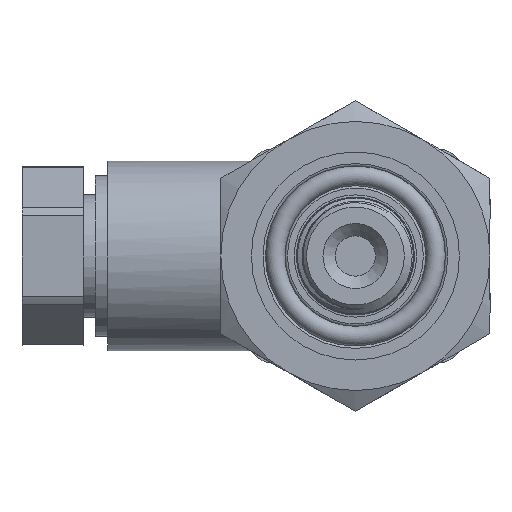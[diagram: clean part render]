
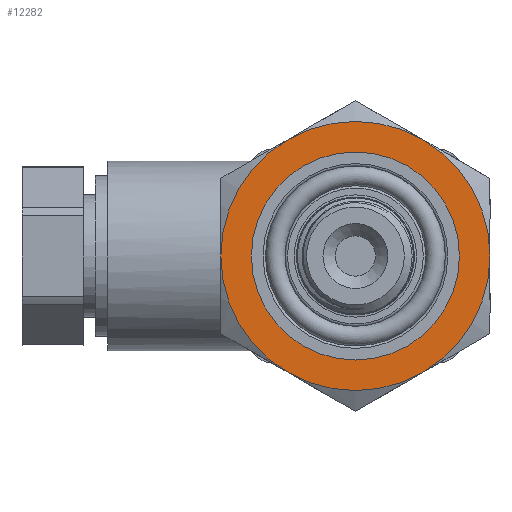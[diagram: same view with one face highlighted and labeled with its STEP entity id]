
A CAD part, left-side view. The second image highlights one B-rep face of the part: STEP entity #12282.
In plain terms, the highlighted planar face has unit normal (-1, 0, 0).
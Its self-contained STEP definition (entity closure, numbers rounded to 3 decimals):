
#444=PLANE('',#12834);
#640=FACE_BOUND('',#1742,.T.);
#1005=FACE_OUTER_BOUND('',#1741,.T.);
#1741=EDGE_LOOP('',(#9727,#9728,#9729,#9730,#9731,#9732));
#1742=EDGE_LOOP('',(#9733));
#2194=CIRCLE('',#12799,11.);
#2195=CIRCLE('',#12801,11.);
#2196=CIRCLE('',#12803,11.);
#2197=CIRCLE('',#12805,11.);
#2198=CIRCLE('',#12807,11.);
#2199=CIRCLE('',#12809,11.);
#2208=CIRCLE('',#12833,8.5);
#5414=VERTEX_POINT('',#23944);
#5415=VERTEX_POINT('',#23948);
#5417=VERTEX_POINT('',#23955);
#5419=VERTEX_POINT('',#23965);
#5421=VERTEX_POINT('',#23978);
#5423=VERTEX_POINT('',#23988);
#5439=VERTEX_POINT('',#26480);
#6936=EDGE_CURVE('',#5414,#5415,#2194,.T.);
#6939=EDGE_CURVE('',#5417,#5414,#2195,.T.);
#6942=EDGE_CURVE('',#5419,#5417,#2196,.T.);
#6944=EDGE_CURVE('',#5421,#5419,#2197,.T.);
#6947=EDGE_CURVE('',#5423,#5421,#2198,.T.);
#6950=EDGE_CURVE('',#5415,#5423,#2199,.T.);
#6985=EDGE_CURVE('',#5439,#5439,#2208,.T.);
#9727=ORIENTED_EDGE('',*,*,#6950,.T.);
#9728=ORIENTED_EDGE('',*,*,#6947,.T.);
#9729=ORIENTED_EDGE('',*,*,#6944,.T.);
#9730=ORIENTED_EDGE('',*,*,#6942,.T.);
#9731=ORIENTED_EDGE('',*,*,#6939,.T.);
#9732=ORIENTED_EDGE('',*,*,#6936,.T.);
#9733=ORIENTED_EDGE('',*,*,#6985,.T.);
#12282=ADVANCED_FACE('',(#1005,#640),#444,.T.);
#12799=AXIS2_PLACEMENT_3D('',#23952,#13758,#13759);
#12801=AXIS2_PLACEMENT_3D('',#23962,#13762,#13763);
#12803=AXIS2_PLACEMENT_3D('',#23972,#13766,#13767);
#12805=AXIS2_PLACEMENT_3D('',#23979,#13770,#13771);
#12807=AXIS2_PLACEMENT_3D('',#23989,#13774,#13775);
#12809=AXIS2_PLACEMENT_3D('',#23998,#13778,#13779);
#12833=AXIS2_PLACEMENT_3D('',#26481,#13832,#13833);
#12834=AXIS2_PLACEMENT_3D('',#26483,#13835,#13836);
#13758=DIRECTION('center_axis',(-1.,0.,0.));
#13759=DIRECTION('ref_axis',(0.,1.,0.));
#13762=DIRECTION('center_axis',(-1.,0.,0.));
#13763=DIRECTION('ref_axis',(0.,1.,0.));
#13766=DIRECTION('center_axis',(-1.,0.,0.));
#13767=DIRECTION('ref_axis',(0.,1.,0.));
#13770=DIRECTION('center_axis',(-1.,0.,0.));
#13771=DIRECTION('ref_axis',(0.,1.,0.));
#13774=DIRECTION('center_axis',(-1.,0.,0.));
#13775=DIRECTION('ref_axis',(0.,1.,0.));
#13778=DIRECTION('center_axis',(-1.,0.,0.));
#13779=DIRECTION('ref_axis',(0.,1.,0.));
#13832=DIRECTION('center_axis',(1.,0.,0.));
#13833=DIRECTION('ref_axis',(0.,0.,-1.));
#13835=DIRECTION('center_axis',(-1.,0.,0.));
#13836=DIRECTION('ref_axis',(0.,0.,1.));
#23944=CARTESIAN_POINT('',(-29.7,-11.,0.));
#23948=CARTESIAN_POINT('',(-29.7,-5.5,9.526));
#23952=CARTESIAN_POINT('Origin',(-29.7,0.,
0.));
#23955=CARTESIAN_POINT('',(-29.7,-5.5,-9.526));
#23962=CARTESIAN_POINT('Origin',(-29.7,0.,
0.));
#23965=CARTESIAN_POINT('',(-29.7,5.5,-9.526));
#23972=CARTESIAN_POINT('Origin',(-29.7,0.,
0.));
#23978=CARTESIAN_POINT('',(-29.7,11.,0.));
#23979=CARTESIAN_POINT('Origin',(-29.7,0.,
0.));
#23988=CARTESIAN_POINT('',(-29.7,5.5,9.526));
#23989=CARTESIAN_POINT('Origin',(-29.7,0.,
0.));
#23998=CARTESIAN_POINT('Origin',(-29.7,0.,
0.));
#26480=CARTESIAN_POINT('',(-29.7,-8.5,0.));
#26481=CARTESIAN_POINT('Origin',(-29.7,0.,
0.));
#26483=CARTESIAN_POINT('Origin',(-29.7,11.,0.));
